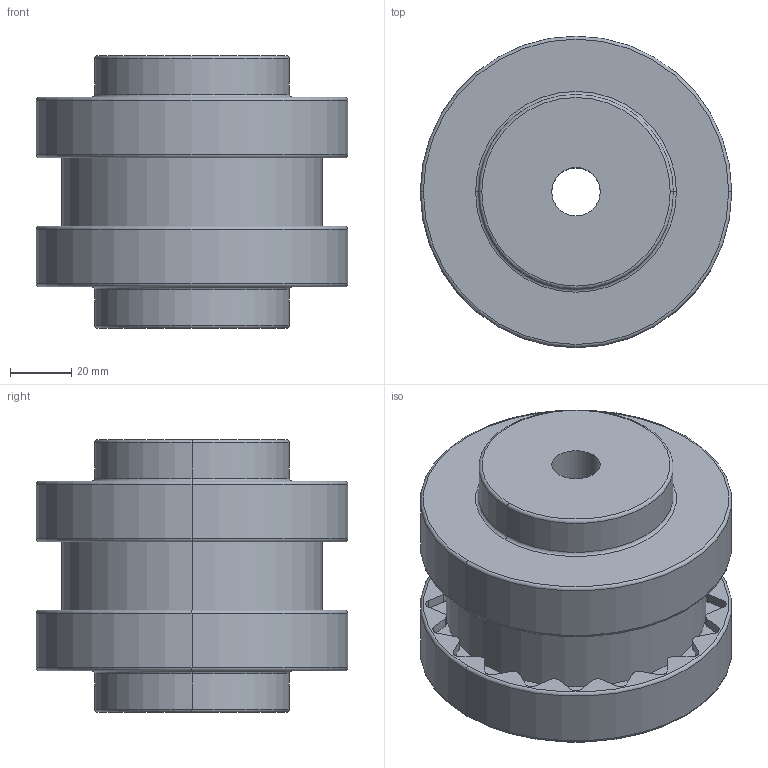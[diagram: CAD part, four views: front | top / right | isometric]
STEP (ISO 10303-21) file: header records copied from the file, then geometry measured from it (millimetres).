
FILE_DESCRIPTION((''),'2;1');
FILE_NAME('SF-6J-6JE_ASM','2013-04-02T',('ppetruska'),(''),'PRO/ENGINEER BY PARAMETRIC TECHNOLOGY CORPORATION, 2012480','PRO/ENGINEER BY PARAMETRIC TECHNOLOGY CORPORATION, 2012480','');
FILE_SCHEMA(('CONFIG_CONTROL_DESIGN'));
Length unit declared in the file: millimetre
Products named in the file (3): 6J-FLANGE; 6JE-SLEEVE; SF-6J-6JE_ASM
Assembly tree (3 placements, depth 2):
  SF-6J-6JE_ASM
    6J-FLANGE  x2
    6JE-SLEEVE
Bounding box: 101.6 x 101.6 x 88.9 mm (x, y, z)
Volume: 452116 mm3; surface area: 107456 mm2
Topology: 3 solids, 3 shells, 967 faces, 2843 edges, 1890 vertices
Faces by surface type: cylinder 657, plane 294, torus 16
Entity records: 23351 total; most frequent: DIRECTION 4347, CARTESIAN_POINT 4049, ORIENTED_EDGE 4034, EDGE_CURVE 2017, AXIS2_PLACEMENT_3D 1640, VERTEX_POINT 1342, VECTOR 1067, LINE 1067
